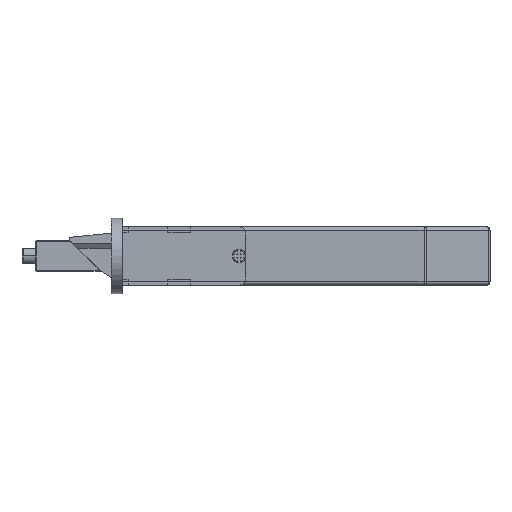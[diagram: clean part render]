
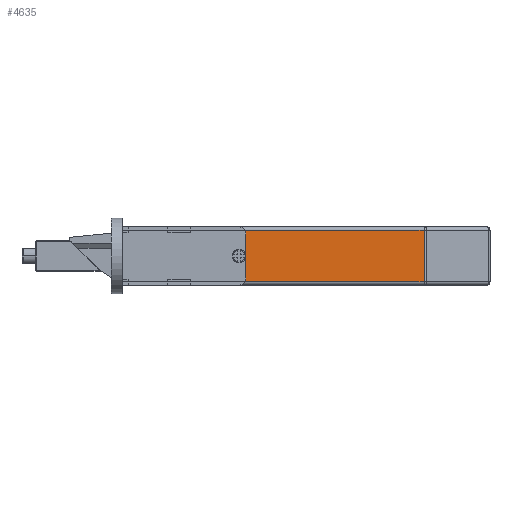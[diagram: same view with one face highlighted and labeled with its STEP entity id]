
A CAD part, front view. The second image highlights one B-rep face of the part: STEP entity #4635.
In plain terms, the highlighted planar face has unit normal (0, -1, 0).
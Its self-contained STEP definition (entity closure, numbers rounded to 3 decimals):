
#50 = DIRECTION ( 'NONE',  ( 1., 0., 0. ) ) ;
#98 = CARTESIAN_POINT ( 'NONE',  ( 14., -14.7, -1.75 ) ) ;
#303 = ORIENTED_EDGE ( 'NONE', *, *, #609, .T. ) ;
#308 = DIRECTION ( 'NONE',  ( 0., -1., 0. ) ) ;
#577 = CARTESIAN_POINT ( 'NONE',  ( 93.586, -14.7, -0.75 ) ) ;
#609 = EDGE_CURVE ( 'NONE', #4538, #8293, #2664, .T. ) ;
#684 = DIRECTION ( 'NONE',  ( 0., -1., 0. ) ) ;
#1463 = DIRECTION ( 'NONE',  ( -1., 0., 0. ) ) ;
#1473 = AXIS2_PLACEMENT_3D ( 'NONE', #6971, #684, #2236 ) ;
#1568 = VERTEX_POINT ( 'NONE', #5125 ) ;
#1592 = VERTEX_POINT ( 'NONE', #7591 ) ;
#1681 = EDGE_CURVE ( 'NONE', #2065, #4220, #9163, .T. ) ;
#2015 = VECTOR ( 'NONE', #5214, 1000. ) ;
#2065 = VERTEX_POINT ( 'NONE', #6640 ) ;
#2176 = AXIS2_PLACEMENT_3D ( 'NONE', #98, #308, #50 ) ;
#2236 = DIRECTION ( 'NONE',  ( 0., 0., -1. ) ) ;
#2279 = ORIENTED_EDGE ( 'NONE', *, *, #3430, .F. ) ;
#2539 = DIRECTION ( 'NONE',  ( 0., 0., -1. ) ) ;
#2664 = LINE ( 'NONE', #9126, #7453 ) ;
#2991 = DIRECTION ( 'NONE',  ( 0., 0., 1. ) ) ;
#3430 = EDGE_CURVE ( 'NONE', #1568, #1592, #8611, .T. ) ;
#3496 = EDGE_LOOP ( 'NONE', ( #2279, #8828, #303, #10061 ) ) ;
#3618 = CARTESIAN_POINT ( 'NONE',  ( 93.586, -14.7, 12.75 ) ) ;
#3778 = AXIS2_PLACEMENT_3D ( 'NONE', #4172, #4121, #2539 ) ;
#3853 = VECTOR ( 'NONE', #2991, 1000. ) ;
#4121 = DIRECTION ( 'NONE',  ( 0., -1., 0. ) ) ;
#4172 = CARTESIAN_POINT ( 'NONE',  ( 44.75, -14.7, 6. ) ) ;
#4220 = VERTEX_POINT ( 'NONE', #4821 ) ;
#4281 = EDGE_LOOP ( 'NONE', ( #6838, #8901 ) ) ;
#4538 = VERTEX_POINT ( 'NONE', #577 ) ;
#4635 = ADVANCED_FACE ( 'NONE', ( #7071, #5647 ), #7222, .T. ) ;
#4710 = LINE ( 'NONE', #6188, #6781 ) ;
#4821 = CARTESIAN_POINT ( 'NONE',  ( 44.75, -14.7, 4.25 ) ) ;
#5125 = CARTESIAN_POINT ( 'NONE',  ( 14., -14.7, -0.75 ) ) ;
#5214 = DIRECTION ( 'NONE',  ( 1., 0., 0. ) ) ;
#5647 = FACE_OUTER_BOUND ( 'NONE', #3496, .T. ) ;
#5851 = EDGE_CURVE ( 'NONE', #1568, #4538, #5896, .T. ) ;
#5896 = LINE ( 'NONE', #8300, #2015 ) ;
#6188 = CARTESIAN_POINT ( 'NONE',  ( 14., -14.7, 12.75 ) ) ;
#6408 = EDGE_CURVE ( 'NONE', #4220, #2065, #7800, .T. ) ;
#6640 = CARTESIAN_POINT ( 'NONE',  ( 44.75, -14.7, 7.75 ) ) ;
#6781 = VECTOR ( 'NONE', #1463, 1000. ) ;
#6838 = ORIENTED_EDGE ( 'NONE', *, *, #6408, .F. ) ;
#6971 = CARTESIAN_POINT ( 'NONE',  ( 44.75, -14.7, 6. ) ) ;
#7071 = FACE_BOUND ( 'NONE', #4281, .T. ) ;
#7130 = EDGE_CURVE ( 'NONE', #8293, #1592, #4710, .T. ) ;
#7222 = PLANE ( 'NONE',  #2176 ) ;
#7453 = VECTOR ( 'NONE', #8284, 1000. ) ;
#7591 = CARTESIAN_POINT ( 'NONE',  ( 14., -14.7, 12.75 ) ) ;
#7800 = CIRCLE ( 'NONE', #3778, 1.75 ) ;
#7985 = CARTESIAN_POINT ( 'NONE',  ( 14., -14.7, -1.75 ) ) ;
#8284 = DIRECTION ( 'NONE',  ( 0., 0., 1. ) ) ;
#8293 = VERTEX_POINT ( 'NONE', #3618 ) ;
#8300 = CARTESIAN_POINT ( 'NONE',  ( 94., -14.7, -0.75 ) ) ;
#8611 = LINE ( 'NONE', #7985, #3853 ) ;
#8828 = ORIENTED_EDGE ( 'NONE', *, *, #5851, .T. ) ;
#8901 = ORIENTED_EDGE ( 'NONE', *, *, #1681, .F. ) ;
#9126 = CARTESIAN_POINT ( 'NONE',  ( 93.586, -14.7, -1.75 ) ) ;
#9163 = CIRCLE ( 'NONE', #1473, 1.75 ) ;
#10061 = ORIENTED_EDGE ( 'NONE', *, *, #7130, .T. ) ;
